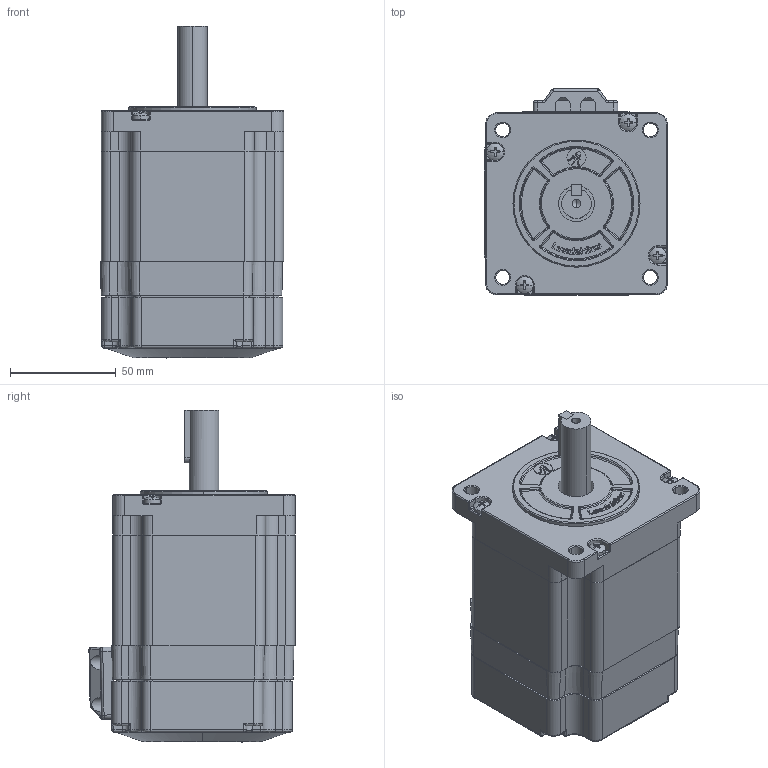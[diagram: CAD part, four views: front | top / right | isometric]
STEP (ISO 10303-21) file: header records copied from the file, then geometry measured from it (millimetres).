
FILE_DESCRIPTION (( 'STEP AP214' ), '1' );
FILE_NAME ('86CME45-FS.STEP', '2018-07-02T01:15:22', ( 'Microsoft' ), ( 'China' ), 'SwSTEP 2.0', 'SolidWorks 2011', '' );
FILE_SCHEMA (( 'AUTOMOTIVE_DESIGN' ));
Length unit declared in the file: millimetre
Products named in the file (11): 电机压线块（开环闭口）常（后面出电源线）新设计参考创谊-7_1_Default; 后端盖（新PCB板常规出线）-7_1_Default; 前端盖开模2015-04-02带（LOGO无字版放槽里）-7_1_Default; 隅赽86HBM80C-1000-7_1_Default; 编码器罩密封垫（常）修模（加小孔定位）-7_1_Default; 编码器罩多压面(常）非防水（加高1.5mm）修模带LOGO1（开口版）（加柱子）-7_1_Default; 瑩种86萇儂-7_1_Default; 蛌粣86萇儂-7_1_Default; cross recessed pan head screws gb_GB_CROSS_SCREWS_TYPE1 M4X6-6  H type-N-7_1_Default; cross recessed pan head screws gb_GB_CROSS_SCREWS_TYPE1 M3X6-6  H type-N-7_1_Default; 86CME45-FS
Assembly tree (16 placements, depth 2):
  86CME45-FS
    cross recessed pan head screws gb_GB_CROSS_SCREWS_TYPE1 M4X6-6  H type-N-7_1_Default  x4
    cross recessed pan head screws gb_GB_CROSS_SCREWS_TYPE1 M3X6-6  H type-N-7_1_Default  x4
    蛌粣86萇儂-7_1_Default
    前端盖开模2015-04-02带（LOGO无字版放槽里）-7_1_Default
    瑩种86萇儂-7_1_Default
    编码器罩多压面(常）非防水（加高1.5mm）修模带LOGO1（开口版）（加柱子）-7_1_Default
    编码器罩密封垫（常）修模（加小孔定位）-7_1_Default
    隅赽86HBM80C-1000-7_1_Default
    后端盖（新PCB板常规出线）-7_1_Default
    电机压线块（开环闭口）常（后面出电源线）新设计参考创谊-7_1_Default
Bounding box: 86.47 x 97.29 x 156.7 mm (x, y, z)
Volume: 475614.4 mm3; surface area: 150342.1 mm2
Topology: 26 solids, 26 shells, 1605 faces, 4247 edges, 2734 vertices
Faces by surface type: plane 660, cylinder 597, bspline 256, sphere 52, cone 40
Entity records: 70805 total; most frequent: CARTESIAN_POINT 19247, ORIENTED_EDGE 7644, DIRECTION 6893, EDGE_CURVE 3822, VERTEX_POINT 2467, AXIS2_PLACEMENT_3D 2424, VECTOR 2045, LINE 2045
